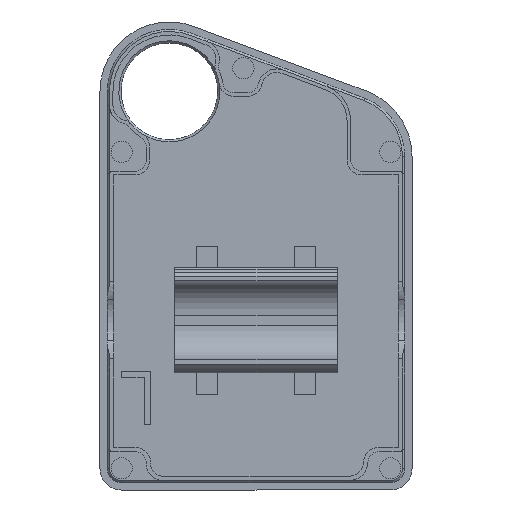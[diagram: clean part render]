
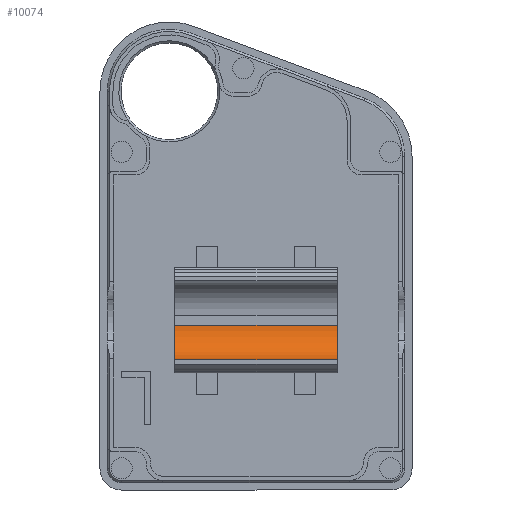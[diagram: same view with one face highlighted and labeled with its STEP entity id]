
A CAD part, left-side view. The second image highlights one B-rep face of the part: STEP entity #10074.
In plain terms, the highlighted cylindrical face has radius 8 mm (diameter 16 mm), a partial arc.
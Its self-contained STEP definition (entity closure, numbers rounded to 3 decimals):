
#539=CYLINDRICAL_SURFACE('',#10661,8.);
#717=CIRCLE('',#10551,8.);
#774=CIRCLE('',#10635,8.);
#1295=FACE_OUTER_BOUND('',#1879,.T.);
#1879=EDGE_LOOP('',(#8858,#8859,#8860,#8861));
#2830=LINE('',#17651,#3798);
#2831=LINE('',#17652,#3799);
#3798=VECTOR('',#12569,10.);
#3799=VECTOR('',#12570,10.);
#4689=VERTEX_POINT('',#17276);
#4690=VERTEX_POINT('',#17278);
#4813=VERTEX_POINT('',#17575);
#4814=VERTEX_POINT('',#17577);
#6020=EDGE_CURVE('',#4690,#4689,#717,.T.);
#6172=EDGE_CURVE('',#4814,#4813,#774,.T.);
#6209=EDGE_CURVE('',#4813,#4690,#2830,.T.);
#6210=EDGE_CURVE('',#4689,#4814,#2831,.T.);
#8858=ORIENTED_EDGE('',*,*,#6172,.T.);
#8859=ORIENTED_EDGE('',*,*,#6209,.T.);
#8860=ORIENTED_EDGE('',*,*,#6020,.T.);
#8861=ORIENTED_EDGE('',*,*,#6210,.T.);
#10074=ADVANCED_FACE('',(#1295),#539,.F.);
#10551=AXIS2_PLACEMENT_3D('',#17279,#12229,#12230);
#10635=AXIS2_PLACEMENT_3D('',#17578,#12488,#12489);
#10661=AXIS2_PLACEMENT_3D('',#17650,#12567,#12568);
#12229=DIRECTION('center_axis',(0.,1.,0.));
#12230=DIRECTION('ref_axis',(0.707,0.,-0.707));
#12488=DIRECTION('center_axis',(0.,-1.,0.));
#12489=DIRECTION('ref_axis',(0.707,0.,-0.707));
#12567=DIRECTION('center_axis',(0.,1.,0.));
#12568=DIRECTION('ref_axis',(0.707,0.,-0.707));
#12569=DIRECTION('',(0.,1.,0.));
#12570=DIRECTION('',(0.,-1.,0.));
#17276=CARTESIAN_POINT('',(35.5,-17.2,30.));
#17278=CARTESIAN_POINT('',(43.5,-17.2,38.));
#17279=CARTESIAN_POINT('Origin',(35.5,-17.2,38.));
#17575=CARTESIAN_POINT('',(43.5,-54.8,38.));
#17577=CARTESIAN_POINT('',(35.5,-54.8,30.));
#17578=CARTESIAN_POINT('Origin',(35.5,-54.8,38.));
#17650=CARTESIAN_POINT('Origin',(35.5,-45.4,38.));
#17651=CARTESIAN_POINT('',(43.5,-45.4,38.));
#17652=CARTESIAN_POINT('',(35.5,-45.4,30.));
